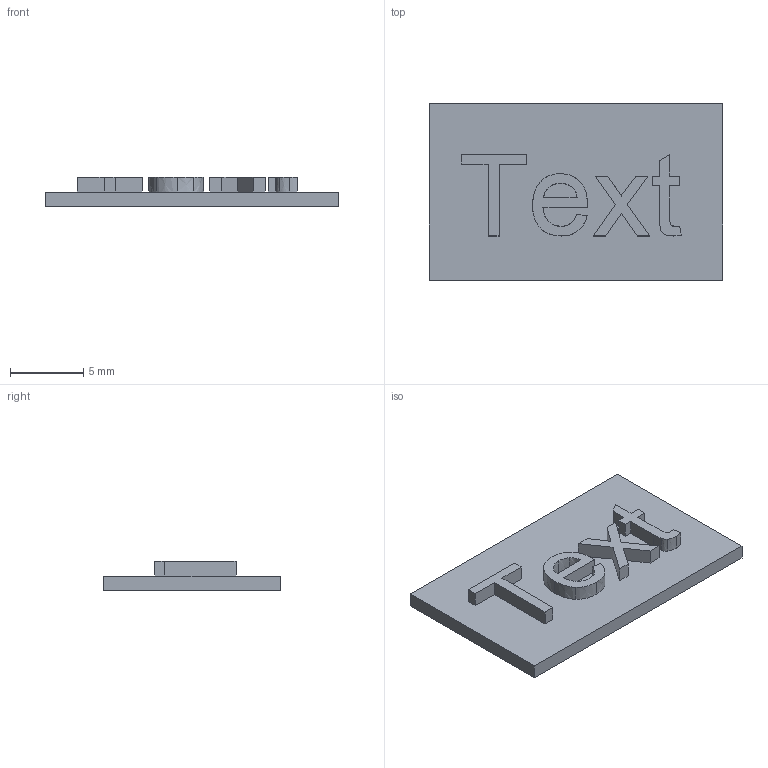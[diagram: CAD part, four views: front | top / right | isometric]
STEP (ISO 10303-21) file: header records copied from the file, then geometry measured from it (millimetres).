
FILE_DESCRIPTION(('FreeCAD Model'),'2;1');
FILE_NAME('Open CASCADE Shape Model','2023-07-07T08:04:27',('BT'),(''), 'Open CASCADE STEP processor 7.6','FreeCAD','Unknown');
FILE_SCHEMA(('AUTOMOTIVE_DESIGN { 1 0 10303 214 1 1 1 1 }'));
Length unit declared in the file: millimetre
Products named in the file (1): Compound
Bounding box: 20 x 12 x 2 mm (x, y, z)
Volume: 266.1 mm3; surface area: 625.1 mm2
Topology: 1 solids, 1 shells, 75 faces, 248 edges, 185 vertices
Faces by surface type: plane 50, extrusion 25
Entity records: 3068 total; most frequent: CARTESIAN_POINT 939, ORIENTED_EDGE 496, DIRECTION 300, EDGE_CURVE 248, VECTOR 198, VERTEX_POINT 185, LINE 173, B_SPLINE_CURVE_WITH_KNOTS 100
